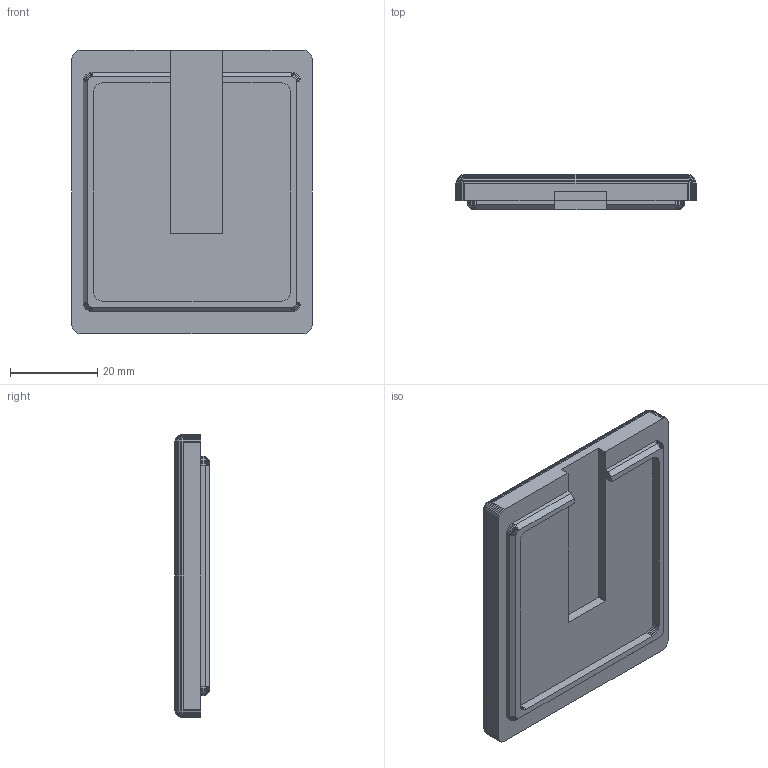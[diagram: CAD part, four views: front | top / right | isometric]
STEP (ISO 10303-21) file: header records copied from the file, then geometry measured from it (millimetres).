
FILE_DESCRIPTION(('FreeCAD Model'),'2;1');
FILE_NAME('Open CASCADE Shape Model','2022-06-03T12:22:01',('Author'),( ''),'Open CASCADE STEP processor 7.5','FreeCAD','Unknown');
FILE_SCHEMA(('AUTOMOTIVE_DESIGN { 1 0 10303 214 1 1 1 1 }'));
Length unit declared in the file: millimetre
Products named in the file (1): Cut001
Bounding box: 55 x 8 x 65 mm (x, y, z)
Volume: 21011 mm3; surface area: 9156.6 mm2
Topology: 1 solids, 1 shells, 847 faces, 1473 edges, 628 vertices
Faces by surface type: plane 847
Entity records: 36459 total; most frequent: CARTESIAN_POINT 6958, DIRECTION 5052, LINE 3356, VECTOR 3356, ORIENTED_EDGE 2946, PCURVE 2946, DEFINITIONAL_REPRESENTATION 2946, EDGE_CURVE 1473
